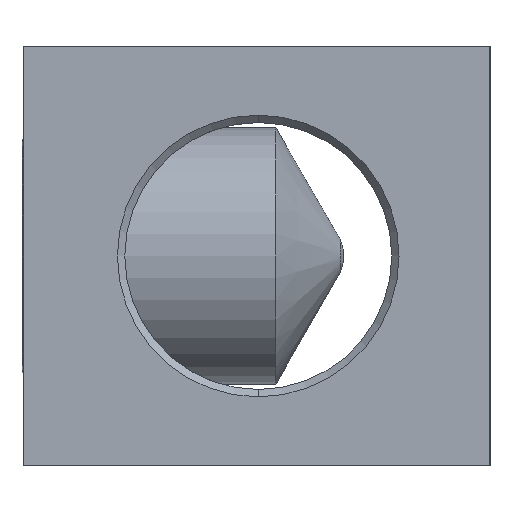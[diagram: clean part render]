
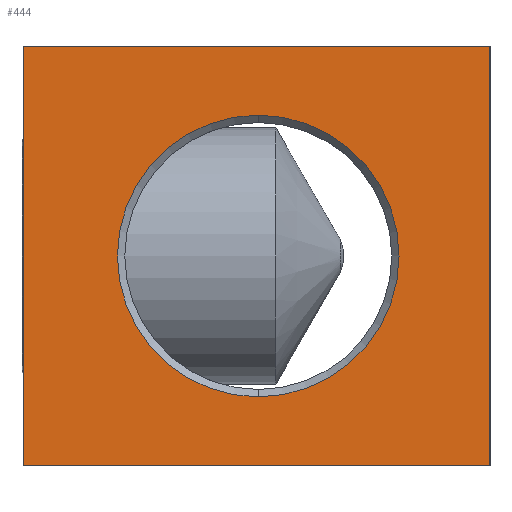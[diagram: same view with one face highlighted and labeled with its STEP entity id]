
A CAD part, left-side view. The second image highlights one B-rep face of the part: STEP entity #444.
In plain terms, the highlighted planar face has unit normal (-1, 0, 0).
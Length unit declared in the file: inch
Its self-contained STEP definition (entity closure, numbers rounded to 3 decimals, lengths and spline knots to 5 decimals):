
#21 = CARTESIAN_POINT ( 'NONE',  ( 0., 0., 0.56299 ) ) ;
#29 = FACE_OUTER_BOUND ( 'NONE', #577, .T. ) ;
#49 = DIRECTION ( 'NONE',  ( 0., 0., 1. ) ) ;
#57 = AXIS2_PLACEMENT_3D ( 'NONE', #21, #690, #179 ) ;
#63 = ORIENTED_EDGE ( 'NONE', *, *, #1274, .F. ) ;
#72 = DIRECTION ( 'NONE',  ( 0., 0., 1. ) ) ;
#179 = DIRECTION ( 'NONE',  ( 0., 1., 0. ) ) ;
#184 = CARTESIAN_POINT ( 'NONE',  ( 0., 0., -0.56299 ) ) ;
#349 = VERTEX_POINT ( 'NONE', #785 ) ;
#389 = EDGE_LOOP ( 'NONE', ( #744, #63 ) ) ;
#437 = LINE ( 'NONE', #449, #615 ) ;
#444 = ADVANCED_FACE ( 'NONE', ( #29, #1464 ), #1630, .F. ) ;
#449 = CARTESIAN_POINT ( 'NONE',  ( 0., 0., 0.56299 ) ) ;
#491 = CIRCLE ( 'NONE', #1700, 0.37795 ) ;
#542 = VECTOR ( 'NONE', #712, 39.37008 ) ;
#552 = LINE ( 'NONE', #1426, #1323 ) ;
#577 = EDGE_LOOP ( 'NONE', ( #860, #804, #1033, #742 ) ) ;
#615 = VECTOR ( 'NONE', #49, 39.37008 ) ;
#628 = EDGE_CURVE ( 'NONE', #349, #672, #552, .T. ) ;
#636 = VERTEX_POINT ( 'NONE', #1339 ) ;
#654 = LINE ( 'NONE', #914, #680 ) ;
#672 = VERTEX_POINT ( 'NONE', #1688 ) ;
#680 = VECTOR ( 'NONE', #949, 39.37008 ) ;
#690 = DIRECTION ( 'NONE',  ( 1., 0., 0. ) ) ;
#702 = DIRECTION ( 'NONE',  ( 0., 0., 1. ) ) ;
#712 = DIRECTION ( 'NONE',  ( 0., 1., 0. ) ) ;
#723 = DIRECTION ( 'NONE',  ( -1., 0., 0. ) ) ;
#742 = ORIENTED_EDGE ( 'NONE', *, *, #1590, .F. ) ;
#744 = ORIENTED_EDGE ( 'NONE', *, *, #1554, .F. ) ;
#785 = CARTESIAN_POINT ( 'NONE',  ( 0., 0., 0.56299 ) ) ;
#804 = ORIENTED_EDGE ( 'NONE', *, *, #628, .T. ) ;
#846 = EDGE_CURVE ( 'NONE', #1414, #349, #437, .T. ) ;
#847 = CIRCLE ( 'NONE', #1310, 0.37795 ) ;
#860 = ORIENTED_EDGE ( 'NONE', *, *, #846, .T. ) ;
#870 = CARTESIAN_POINT ( 'NONE',  ( 0., 0.62205, 0. ) ) ;
#914 = CARTESIAN_POINT ( 'NONE',  ( 0., 1.25197, 0.56299 ) ) ;
#949 = DIRECTION ( 'NONE',  ( 0., 0., 1. ) ) ;
#1033 = ORIENTED_EDGE ( 'NONE', *, *, #1349, .F. ) ;
#1051 = CARTESIAN_POINT ( 'NONE',  ( 0., 0., -0.56299 ) ) ;
#1117 = CARTESIAN_POINT ( 'NONE',  ( 0., 1.25197, -0.56299 ) ) ;
#1234 = CARTESIAN_POINT ( 'NONE',  ( 0., 0.62205, -0.37795 ) ) ;
#1251 = DIRECTION ( 'NONE',  ( -1., 0., 0. ) ) ;
#1260 = VERTEX_POINT ( 'NONE', #1234 ) ;
#1274 = EDGE_CURVE ( 'NONE', #1260, #636, #491, .T. ) ;
#1306 = DIRECTION ( 'NONE',  ( 0., 1., 0. ) ) ;
#1310 = AXIS2_PLACEMENT_3D ( 'NONE', #1356, #723, #702 ) ;
#1323 = VECTOR ( 'NONE', #1306, 39.37008 ) ;
#1339 = CARTESIAN_POINT ( 'NONE',  ( 0., 0.62205, 0.37795 ) ) ;
#1347 = LINE ( 'NONE', #184, #542 ) ;
#1349 = EDGE_CURVE ( 'NONE', #1527, #672, #654, .T. ) ;
#1356 = CARTESIAN_POINT ( 'NONE',  ( 0., 0.62205, 0. ) ) ;
#1414 = VERTEX_POINT ( 'NONE', #1051 ) ;
#1426 = CARTESIAN_POINT ( 'NONE',  ( 0., 0., 0.56299 ) ) ;
#1464 = FACE_BOUND ( 'NONE', #389, .T. ) ;
#1527 = VERTEX_POINT ( 'NONE', #1117 ) ;
#1554 = EDGE_CURVE ( 'NONE', #636, #1260, #847, .T. ) ;
#1590 = EDGE_CURVE ( 'NONE', #1414, #1527, #1347, .T. ) ;
#1630 = PLANE ( 'NONE',  #57 ) ;
#1688 = CARTESIAN_POINT ( 'NONE',  ( 0., 1.25197, 0.56299 ) ) ;
#1700 = AXIS2_PLACEMENT_3D ( 'NONE', #870, #1251, #72 ) ;
